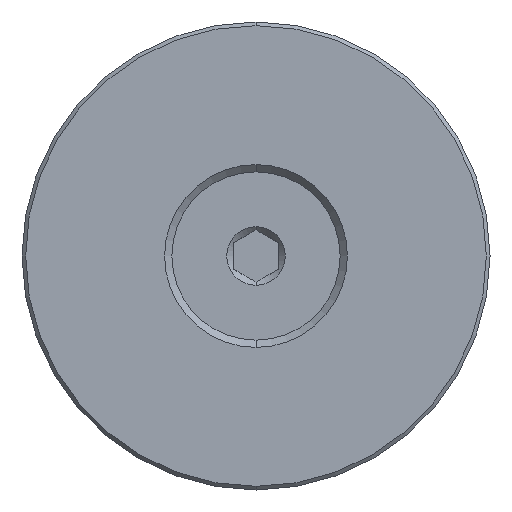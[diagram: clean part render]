
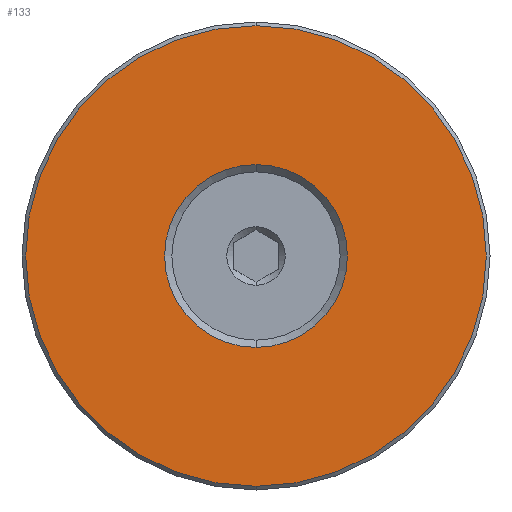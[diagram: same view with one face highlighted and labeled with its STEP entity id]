
A CAD part, front view. The second image highlights one B-rep face of the part: STEP entity #133.
In plain terms, the highlighted planar face has unit normal (0, -1, 0).
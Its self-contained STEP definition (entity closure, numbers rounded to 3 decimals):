
#36 = DIRECTION ( 'NONE',  ( 0., 0., 1. ) ) ;
#40 = DIRECTION ( 'NONE',  ( 0., 0., 1. ) ) ;
#46 = PLANE ( 'NONE',  #601 ) ;
#59 = EDGE_CURVE ( 'NONE', #847, #642, #388, .T. ) ;
#87 = CIRCLE ( 'NONE', #611, 15.75 ) ;
#92 = EDGE_LOOP ( 'NONE', ( #98, #739 ) ) ;
#98 = ORIENTED_EDGE ( 'NONE', *, *, #158, .T. ) ;
#101 = CARTESIAN_POINT ( 'NONE',  ( 0., 0., 0. ) ) ;
#133 = ADVANCED_FACE ( 'NONE', ( #485, #359 ), #46, .F. ) ;
#151 = EDGE_LOOP ( 'NONE', ( #549, #711 ) ) ;
#158 = EDGE_CURVE ( 'NONE', #304, #309, #674, .T. ) ;
#172 = DIRECTION ( 'NONE',  ( 0., 1., 0. ) ) ;
#212 = CARTESIAN_POINT ( 'NONE',  ( 0., 0., -15.75 ) ) ;
#250 = DIRECTION ( 'NONE',  ( 0., 0., 1. ) ) ;
#304 = VERTEX_POINT ( 'NONE', #348 ) ;
#309 = VERTEX_POINT ( 'NONE', #212 ) ;
#313 = DIRECTION ( 'NONE',  ( 0., -1., 0. ) ) ;
#324 = AXIS2_PLACEMENT_3D ( 'NONE', #510, #313, #36 ) ;
#348 = CARTESIAN_POINT ( 'NONE',  ( 0., 0., 15.75 ) ) ;
#359 = FACE_OUTER_BOUND ( 'NONE', #92, .T. ) ;
#372 = AXIS2_PLACEMENT_3D ( 'NONE', #767, #172, #40 ) ;
#388 = CIRCLE ( 'NONE', #654, 6.25 ) ;
#392 = DIRECTION ( 'NONE',  ( 0., 0., 1. ) ) ;
#468 = EDGE_CURVE ( 'NONE', #309, #304, #87, .T. ) ;
#485 = FACE_BOUND ( 'NONE', #151, .T. ) ;
#510 = CARTESIAN_POINT ( 'NONE',  ( 0., 0., 0. ) ) ;
#524 = DIRECTION ( 'NONE',  ( 0., -1., 0. ) ) ;
#539 = CARTESIAN_POINT ( 'NONE',  ( 0., 0., 0. ) ) ;
#549 = ORIENTED_EDGE ( 'NONE', *, *, #59, .T. ) ;
#563 = EDGE_CURVE ( 'NONE', #642, #847, #672, .T. ) ;
#601 = AXIS2_PLACEMENT_3D ( 'NONE', #101, #641, #250 ) ;
#611 = AXIS2_PLACEMENT_3D ( 'NONE', #669, #524, #392 ) ;
#641 = DIRECTION ( 'NONE',  ( 0., 1., 0. ) ) ;
#642 = VERTEX_POINT ( 'NONE', #736 ) ;
#654 = AXIS2_PLACEMENT_3D ( 'NONE', #539, #757, #827 ) ;
#669 = CARTESIAN_POINT ( 'NONE',  ( 0., 0., 0. ) ) ;
#671 = CARTESIAN_POINT ( 'NONE',  ( 0., 0., -6.25 ) ) ;
#672 = CIRCLE ( 'NONE', #372, 6.25 ) ;
#674 = CIRCLE ( 'NONE', #324, 15.75 ) ;
#711 = ORIENTED_EDGE ( 'NONE', *, *, #563, .T. ) ;
#736 = CARTESIAN_POINT ( 'NONE',  ( 0., 0., 6.25 ) ) ;
#739 = ORIENTED_EDGE ( 'NONE', *, *, #468, .T. ) ;
#757 = DIRECTION ( 'NONE',  ( 0., 1., 0. ) ) ;
#767 = CARTESIAN_POINT ( 'NONE',  ( 0., 0., 0. ) ) ;
#827 = DIRECTION ( 'NONE',  ( 0., 0., 1. ) ) ;
#847 = VERTEX_POINT ( 'NONE', #671 ) ;
